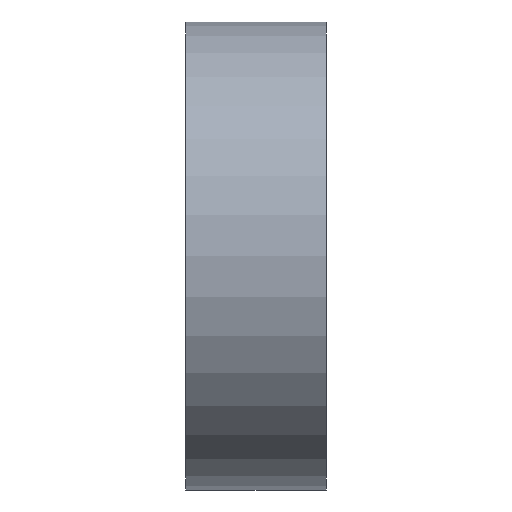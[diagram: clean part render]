
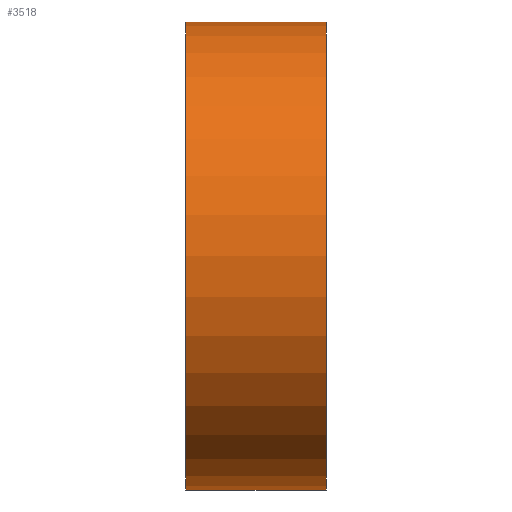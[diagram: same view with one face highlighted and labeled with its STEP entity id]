
A CAD part, left-side view. The second image highlights one B-rep face of the part: STEP entity #3518.
In plain terms, the highlighted cylindrical face has radius 63.5 mm (diameter 127 mm), a partial arc.
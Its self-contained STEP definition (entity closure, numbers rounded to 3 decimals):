
#253 = CARTESIAN_POINT ( 'NONE',  ( 0., -19.05, 0. ) ) ;
#311 = VECTOR ( 'NONE', #2820, 1000. ) ;
#568 = CYLINDRICAL_SURFACE ( 'NONE', #1691, 63.5 ) ;
#586 = CARTESIAN_POINT ( 'NONE',  ( 0., 19.05, -63.5 ) ) ;
#627 = VECTOR ( 'NONE', #1493, 1000. ) ;
#779 = FACE_OUTER_BOUND ( 'NONE', #991, .T. ) ;
#848 = CARTESIAN_POINT ( 'NONE',  ( 0., 19.05, 63.5 ) ) ;
#991 = EDGE_LOOP ( 'NONE', ( #4227, #4024, #1726, #5152 ) ) ;
#1064 = CARTESIAN_POINT ( 'NONE',  ( 0., -19.05, 63.5 ) ) ;
#1400 = VERTEX_POINT ( 'NONE', #3884 ) ;
#1451 = LINE ( 'NONE', #4551, #311 ) ;
#1474 = AXIS2_PLACEMENT_3D ( 'NONE', #253, #1550, #5047 ) ;
#1493 = DIRECTION ( 'NONE',  ( 0., -1., 0. ) ) ;
#1550 = DIRECTION ( 'NONE',  ( 0., 1., 0. ) ) ;
#1553 = DIRECTION ( 'NONE',  ( 0., 0., -1. ) ) ;
#1691 = AXIS2_PLACEMENT_3D ( 'NONE', #4576, #2827, #1553 ) ;
#1726 = ORIENTED_EDGE ( 'NONE', *, *, #2307, .T. ) ;
#2020 = AXIS2_PLACEMENT_3D ( 'NONE', #4485, #3649, #2293 ) ;
#2293 = DIRECTION ( 'NONE',  ( 0., 0., 1. ) ) ;
#2307 = EDGE_CURVE ( 'NONE', #2401, #1400, #1451, .T. ) ;
#2375 = LINE ( 'NONE', #4922, #627 ) ;
#2401 = VERTEX_POINT ( 'NONE', #586 ) ;
#2543 = VERTEX_POINT ( 'NONE', #848 ) ;
#2820 = DIRECTION ( 'NONE',  ( 0., -1., 0. ) ) ;
#2827 = DIRECTION ( 'NONE',  ( 0., -1., 0. ) ) ;
#3518 = ADVANCED_FACE ( 'NONE', ( #779 ), #568, .T. ) ;
#3649 = DIRECTION ( 'NONE',  ( 0., 1., 0. ) ) ;
#3681 = CIRCLE ( 'NONE', #2020, 63.5 ) ;
#3884 = CARTESIAN_POINT ( 'NONE',  ( 0., -19.05, -63.5 ) ) ;
#4024 = ORIENTED_EDGE ( 'NONE', *, *, #5386, .F. ) ;
#4227 = ORIENTED_EDGE ( 'NONE', *, *, #4932, .F. ) ;
#4394 = EDGE_CURVE ( 'NONE', #1400, #5357, #4856, .T. ) ;
#4485 = CARTESIAN_POINT ( 'NONE',  ( 0., 19.05, 0. ) ) ;
#4551 = CARTESIAN_POINT ( 'NONE',  ( 0., 19.05, -63.5 ) ) ;
#4576 = CARTESIAN_POINT ( 'NONE',  ( 0., 19.05, 0. ) ) ;
#4856 = CIRCLE ( 'NONE', #1474, 63.5 ) ;
#4922 = CARTESIAN_POINT ( 'NONE',  ( 0., 19.05, 63.5 ) ) ;
#4932 = EDGE_CURVE ( 'NONE', #2543, #5357, #2375, .T. ) ;
#5047 = DIRECTION ( 'NONE',  ( 0., 0., 1. ) ) ;
#5152 = ORIENTED_EDGE ( 'NONE', *, *, #4394, .T. ) ;
#5357 = VERTEX_POINT ( 'NONE', #1064 ) ;
#5386 = EDGE_CURVE ( 'NONE', #2401, #2543, #3681, .T. ) ;
